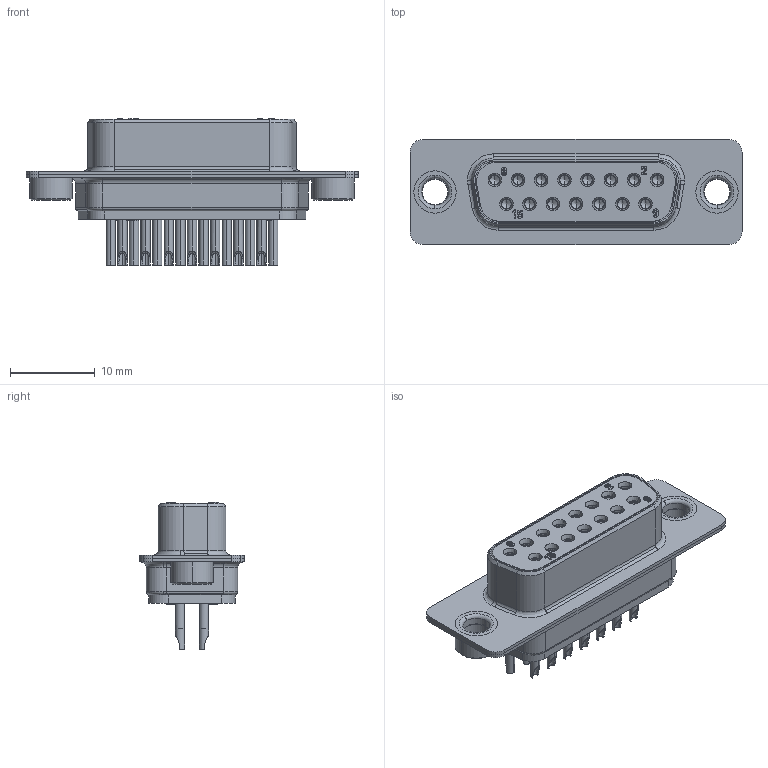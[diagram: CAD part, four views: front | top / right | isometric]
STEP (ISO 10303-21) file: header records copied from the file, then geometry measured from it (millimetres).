
FILE_DESCRIPTION((''),'2;1');
FILE_NAME('212613023.stp','2007-11-12T07:00:41',('martin.rickli'),(''),'Autodesk Inventor 9','Autodesk Inventor 9','');
FILE_SCHEMA(('AUTOMOTIVE_DESIGN { 1 0 10303 214 1 1 1 1 }'));
Length unit declared in the file: millimetre
Products named in the file (7): 052104; 00031a_15; R+B00099f; R+B00151a; DE002585; R+B00145a; R+B00108b_female
Assembly tree (21 placements, depth 2):
  052104
    00031a_15
    R+B00099f  x15
    R+B00151a
    DE002585
    R+B00145a
    R+B00108b_female  x2
Bounding box: 39.2 x 12.4 x 17.45 mm (x, y, z)
Volume: 2127.1 mm3; surface area: 6638.5 mm2
Topology: 21 solids, 21 shells, 3213 faces, 8094 edges, 4953 vertices
Faces by surface type: plane 2279, cylinder 449, bspline 241, cone 192, torus 52
Entity records: 24980 total; most frequent: CARTESIAN_POINT 7345, DIRECTION 3751, ORIENTED_EDGE 3630, EDGE_CURVE 1815, AXIS2_PLACEMENT_3D 1430, VERTEX_POINT 1158, VECTOR 891, LINE 891
